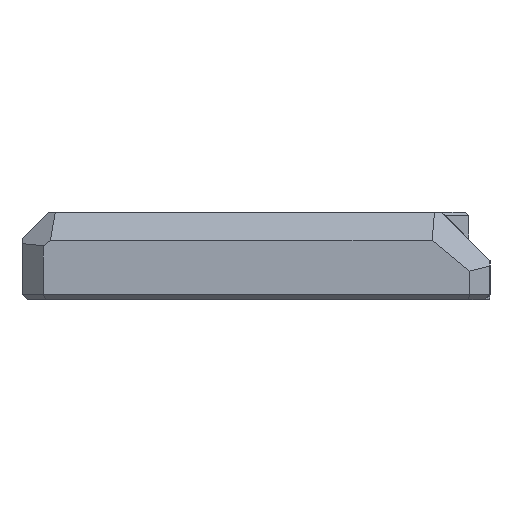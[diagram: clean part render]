
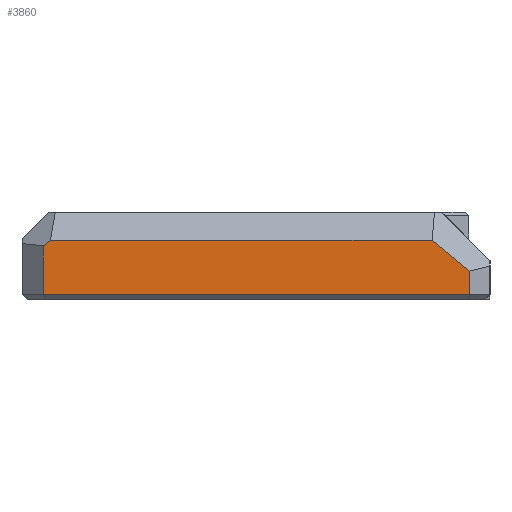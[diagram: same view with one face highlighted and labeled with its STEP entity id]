
A CAD part, left-side view. The second image highlights one B-rep face of the part: STEP entity #3860.
In plain terms, the highlighted planar face has unit normal (-1, 0, 0).
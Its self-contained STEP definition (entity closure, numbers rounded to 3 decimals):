
#230=FACE_OUTER_BOUND('',#438,.T.);
#438=EDGE_LOOP('',(#2895,#2896,#2897,#2898,#2899,#2900));
#703=LINE('',#5779,#1184);
#725=LINE('',#5832,#1206);
#772=LINE('',#6044,#1253);
#787=LINE('',#6078,#1268);
#789=LINE('',#6081,#1270);
#790=LINE('',#6082,#1271);
#1184=VECTOR('',#4436,10.);
#1206=VECTOR('',#4464,10.);
#1253=VECTOR('',#4533,10.);
#1268=VECTOR('',#4562,10.);
#1270=VECTOR('',#4566,10.);
#1271=VECTOR('',#4567,10.);
#1670=VERTEX_POINT('',#5777);
#1671=VERTEX_POINT('',#5778);
#1690=VERTEX_POINT('',#5831);
#1725=VERTEX_POINT('',#6039);
#1736=VERTEX_POINT('',#6075);
#1737=VERTEX_POINT('',#6077);
#2087=EDGE_CURVE('',#1670,#1671,#703,.T.);
#2111=EDGE_CURVE('',#1670,#1690,#725,.T.);
#2162=EDGE_CURVE('',#1690,#1725,#772,.T.);
#2178=EDGE_CURVE('',#1737,#1736,#787,.T.);
#2180=EDGE_CURVE('',#1737,#1671,#789,.T.);
#2181=EDGE_CURVE('',#1725,#1736,#790,.T.);
#2895=ORIENTED_EDGE('',*,*,#2087,.T.);
#2896=ORIENTED_EDGE('',*,*,#2180,.F.);
#2897=ORIENTED_EDGE('',*,*,#2178,.T.);
#2898=ORIENTED_EDGE('',*,*,#2181,.F.);
#2899=ORIENTED_EDGE('',*,*,#2162,.F.);
#2900=ORIENTED_EDGE('',*,*,#2111,.F.);
#3671=PLANE('',#4075);
#3860=ADVANCED_FACE('',(#230),#3671,.T.);
#4075=AXIS2_PLACEMENT_3D('',#6080,#4564,#4565);
#4436=DIRECTION('',(0.,0.775,0.632));
#4464=DIRECTION('',(0.,0.,-1.));
#4533=DIRECTION('',(0.,1.,0.));
#4562=DIRECTION('',(0.,0.794,-0.607));
#4564=DIRECTION('center_axis',(-1.,0.,0.));
#4565=DIRECTION('ref_axis',(0.,1.,0.));
#4566=DIRECTION('',(0.,-1.,0.));
#4567=DIRECTION('',(0.,0.,1.));
#5777=CARTESIAN_POINT('',(-70.5,-31.822,-8.35));
#5778=CARTESIAN_POINT('',(-70.5,-26.494,-4.));
#5779=CARTESIAN_POINT('',(-70.5,-29.56,-6.503));
#5831=CARTESIAN_POINT('',(-70.5,-31.822,-11.65));
#5832=CARTESIAN_POINT('',(-70.5,-31.822,0.));
#6039=CARTESIAN_POINT('',(-70.5,28.35,-11.65));
#6044=CARTESIAN_POINT('',(-70.5,-18.15,-11.65));
#6075=CARTESIAN_POINT('',(-70.5,28.35,-4.765));
#6077=CARTESIAN_POINT('',(-70.5,27.35,-4.));
#6078=CARTESIAN_POINT('',(-70.5,7.261,11.361));
#6080=CARTESIAN_POINT('Origin',(-70.5,-34.65,0.));
#6081=CARTESIAN_POINT('',(-70.5,-18.15,-4.));
#6082=CARTESIAN_POINT('',(-70.5,28.35,0.));
